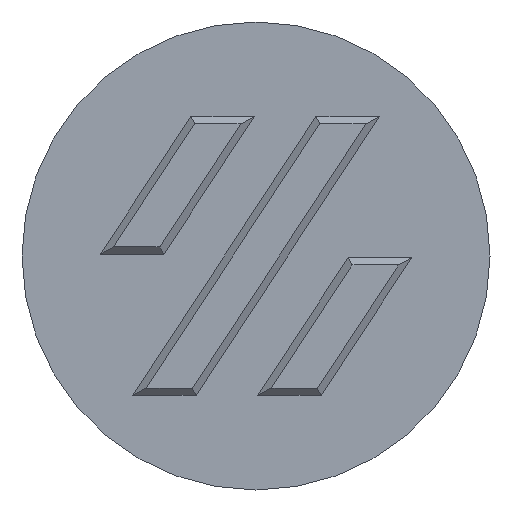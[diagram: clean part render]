
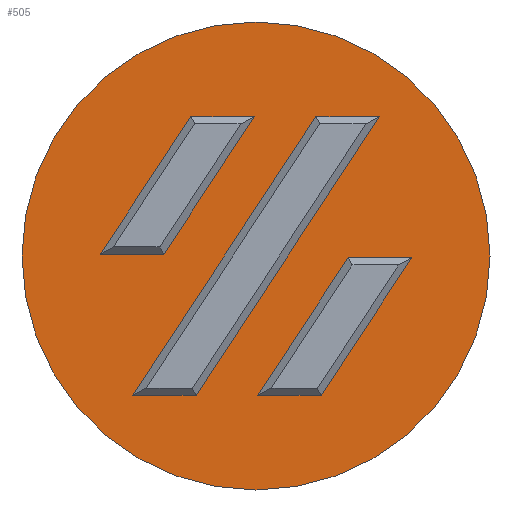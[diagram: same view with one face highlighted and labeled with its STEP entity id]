
A CAD part, front view. The second image highlights one B-rep face of the part: STEP entity #505.
In plain terms, the highlighted planar face has unit normal (0, -1, 0).
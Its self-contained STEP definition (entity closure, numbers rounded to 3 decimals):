
#15=FACE_BOUND('',#85,.T.);
#16=FACE_BOUND('',#86,.T.);
#17=FACE_BOUND('',#87,.T.);
#21=CIRCLE('',#550,13.);
#53=FACE_OUTER_BOUND('',#84,.T.);
#84=EDGE_LOOP('',(#433));
#85=EDGE_LOOP('',(#434,#435,#436,#437));
#86=EDGE_LOOP('',(#438,#439,#440,#441));
#87=EDGE_LOOP('',(#442,#443,#444,#445));
#101=LINE('',#715,#163);
#104=LINE('',#720,#166);
#118=LINE('',#750,#180);
#121=LINE('',#755,#183);
#135=LINE('',#785,#197);
#138=LINE('',#790,#200);
#139=LINE('',#794,#201);
#141=LINE('',#797,#203);
#142=LINE('',#800,#204);
#145=LINE('',#805,#207);
#146=LINE('',#807,#208);
#149=LINE('',#820,#211);
#163=VECTOR('',#579,10.);
#166=VECTOR('',#584,10.);
#180=VECTOR('',#610,10.);
#183=VECTOR('',#615,10.);
#197=VECTOR('',#641,10.);
#200=VECTOR('',#646,10.);
#201=VECTOR('',#651,10.);
#203=VECTOR('',#655,10.);
#204=VECTOR('',#658,10.);
#207=VECTOR('',#663,10.);
#208=VECTOR('',#666,10.);
#211=VECTOR('',#683,10.);
#220=VERTEX_POINT('',#712);
#221=VERTEX_POINT('',#714);
#222=VERTEX_POINT('',#718);
#231=VERTEX_POINT('',#747);
#232=VERTEX_POINT('',#749);
#233=VERTEX_POINT('',#753);
#242=VERTEX_POINT('',#782);
#243=VERTEX_POINT('',#784);
#244=VERTEX_POINT('',#788);
#245=VERTEX_POINT('',#793);
#246=VERTEX_POINT('',#799);
#247=VERTEX_POINT('',#803);
#250=VERTEX_POINT('',#815);
#264=EDGE_CURVE('',#221,#220,#101,.T.);
#267=EDGE_CURVE('',#220,#222,#104,.T.);
#281=EDGE_CURVE('',#232,#231,#118,.T.);
#284=EDGE_CURVE('',#231,#233,#121,.T.);
#298=EDGE_CURVE('',#243,#242,#135,.T.);
#301=EDGE_CURVE('',#242,#244,#138,.T.);
#302=EDGE_CURVE('',#245,#221,#139,.T.);
#304=EDGE_CURVE('',#222,#245,#141,.T.);
#305=EDGE_CURVE('',#246,#232,#142,.T.);
#308=EDGE_CURVE('',#244,#247,#145,.T.);
#309=EDGE_CURVE('',#247,#243,#146,.T.);
#314=EDGE_CURVE('',#250,#250,#21,.T.);
#315=EDGE_CURVE('',#233,#246,#149,.T.);
#433=ORIENTED_EDGE('',*,*,#314,.F.);
#434=ORIENTED_EDGE('',*,*,#301,.T.);
#435=ORIENTED_EDGE('',*,*,#308,.T.);
#436=ORIENTED_EDGE('',*,*,#309,.T.);
#437=ORIENTED_EDGE('',*,*,#298,.T.);
#438=ORIENTED_EDGE('',*,*,#315,.T.);
#439=ORIENTED_EDGE('',*,*,#305,.T.);
#440=ORIENTED_EDGE('',*,*,#281,.T.);
#441=ORIENTED_EDGE('',*,*,#284,.T.);
#442=ORIENTED_EDGE('',*,*,#264,.T.);
#443=ORIENTED_EDGE('',*,*,#267,.T.);
#444=ORIENTED_EDGE('',*,*,#304,.T.);
#445=ORIENTED_EDGE('',*,*,#302,.T.);
#474=PLANE('',#553);
#505=ADVANCED_FACE('',(#53,#15,#16,#17),#474,.F.);
#550=AXIS2_PLACEMENT_3D('',#817,#677,#678);
#553=AXIS2_PLACEMENT_3D('',#821,#684,#685);
#579=DIRECTION('',(0.549,0.,0.836));
#584=DIRECTION('',(1.,0.,0.));
#610=DIRECTION('',(-1.,0.,0.));
#615=DIRECTION('',(0.549,0.,0.836));
#641=DIRECTION('',(0.549,0.,0.836));
#646=DIRECTION('',(1.,0.,0.));
#651=DIRECTION('',(-1.,0.,0.));
#655=DIRECTION('',(-0.549,0.,-0.836));
#658=DIRECTION('',(-0.549,0.,-0.836));
#663=DIRECTION('',(-0.549,0.,-0.836));
#666=DIRECTION('',(-1.,0.,0.));
#677=DIRECTION('center_axis',(0.,1.,0.));
#678=DIRECTION('ref_axis',(1.,0.,0.));
#683=DIRECTION('',(1.,0.,0.));
#684=DIRECTION('center_axis',(0.,1.,0.));
#685=DIRECTION('ref_axis',(1.,0.,0.));
#712=CARTESIAN_POINT('',(-340.742,12.4,-541.1));
#714=CARTESIAN_POINT('',(-345.769,12.4,-548.746));
#715=CARTESIAN_POINT('',(-341.974,12.4,-542.973));
#718=CARTESIAN_POINT('',(-337.211,12.4,-541.1));
#720=CARTESIAN_POINT('',(-337.166,12.4,-541.1));
#747=CARTESIAN_POINT('',(-343.979,12.4,-556.593));
#749=CARTESIAN_POINT('',(-340.447,12.4,-556.593));
#750=CARTESIAN_POINT('',(-340.55,12.4,-556.593));
#753=CARTESIAN_POINT('',(-333.794,12.4,-541.1));
#755=CARTESIAN_POINT('',(-336.073,12.4,-544.568));
#782=CARTESIAN_POINT('',(-332.004,12.4,-548.946));
#784=CARTESIAN_POINT('',(-337.03,12.4,-556.593));
#785=CARTESIAN_POINT('',(-332.753,12.4,-550.086));
#788=CARTESIAN_POINT('',(-328.472,12.4,-548.946));
#790=CARTESIAN_POINT('',(-332.796,12.4,-548.946));
#793=CARTESIAN_POINT('',(-342.237,12.4,-548.746));
#794=CARTESIAN_POINT('',(-341.445,12.4,-548.746));
#797=CARTESIAN_POINT('',(-341.488,12.4,-547.607));
#799=CARTESIAN_POINT('',(-330.263,12.4,-541.1));
#800=CARTESIAN_POINT('',(-338.167,12.4,-553.125));
#803=CARTESIAN_POINT('',(-333.498,12.4,-556.593));
#805=CARTESIAN_POINT('',(-332.267,12.4,-554.72));
#807=CARTESIAN_POINT('',(-337.075,12.4,-556.593));
#815=CARTESIAN_POINT('',(-350.121,12.4,-548.847));
#817=CARTESIAN_POINT('Origin',(-337.121,12.4,-548.847));
#820=CARTESIAN_POINT('',(-333.692,12.4,-541.1));
#821=CARTESIAN_POINT('Origin',(-337.121,12.4,-548.847));
